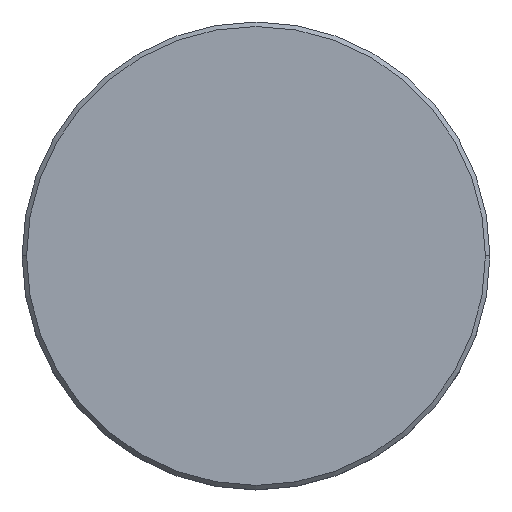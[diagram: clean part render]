
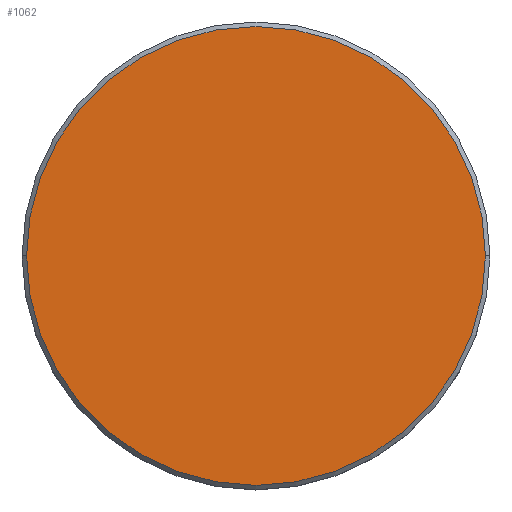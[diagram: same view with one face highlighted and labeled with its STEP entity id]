
A CAD part, top view. The second image highlights one B-rep face of the part: STEP entity #1062.
In plain terms, the highlighted planar face has unit normal (0, 0, 1).
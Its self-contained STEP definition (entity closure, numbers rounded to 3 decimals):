
#25 = DIRECTION ( 'NONE',  ( 1., 0., 0. ) ) ;
#116 = DIRECTION ( 'NONE',  ( 0., 0., 1. ) ) ;
#120 = VERTEX_POINT ( 'NONE', #373 ) ;
#219 = DIRECTION ( 'NONE',  ( 0., 0., 1. ) ) ;
#225 = DIRECTION ( 'NONE',  ( 1., 0., 0. ) ) ;
#343 = FACE_OUTER_BOUND ( 'NONE', #795, .T. ) ;
#373 = CARTESIAN_POINT ( 'NONE',  ( 25.5, 0., 0. ) ) ;
#407 = EDGE_CURVE ( 'NONE', #120, #826, #547, .T. ) ;
#418 = CIRCLE ( 'NONE', #611, 25.5 ) ;
#422 = DIRECTION ( 'NONE',  ( 0., 0., 1. ) ) ;
#434 = AXIS2_PLACEMENT_3D ( 'NONE', #528, #422, #1165 ) ;
#528 = CARTESIAN_POINT ( 'NONE',  ( 0., 0., 0. ) ) ;
#547 = CIRCLE ( 'NONE', #434, 25.5 ) ;
#611 = AXIS2_PLACEMENT_3D ( 'NONE', #749, #116, #25 ) ;
#627 = AXIS2_PLACEMENT_3D ( 'NONE', #789, #219, #225 ) ;
#703 = PLANE ( 'NONE',  #627 ) ;
#744 = CARTESIAN_POINT ( 'NONE',  ( -25.5, 0., 0. ) ) ;
#749 = CARTESIAN_POINT ( 'NONE',  ( 0., 0., 0. ) ) ;
#767 = EDGE_CURVE ( 'NONE', #826, #120, #418, .T. ) ;
#780 = ORIENTED_EDGE ( 'NONE', *, *, #767, .T. ) ;
#789 = CARTESIAN_POINT ( 'NONE',  ( 0., 0., 0. ) ) ;
#795 = EDGE_LOOP ( 'NONE', ( #780, #1047 ) ) ;
#826 = VERTEX_POINT ( 'NONE', #744 ) ;
#1047 = ORIENTED_EDGE ( 'NONE', *, *, #407, .T. ) ;
#1062 = ADVANCED_FACE ( 'NONE', ( #343 ), #703, .T. ) ;
#1165 = DIRECTION ( 'NONE',  ( 1., 0., 0. ) ) ;
